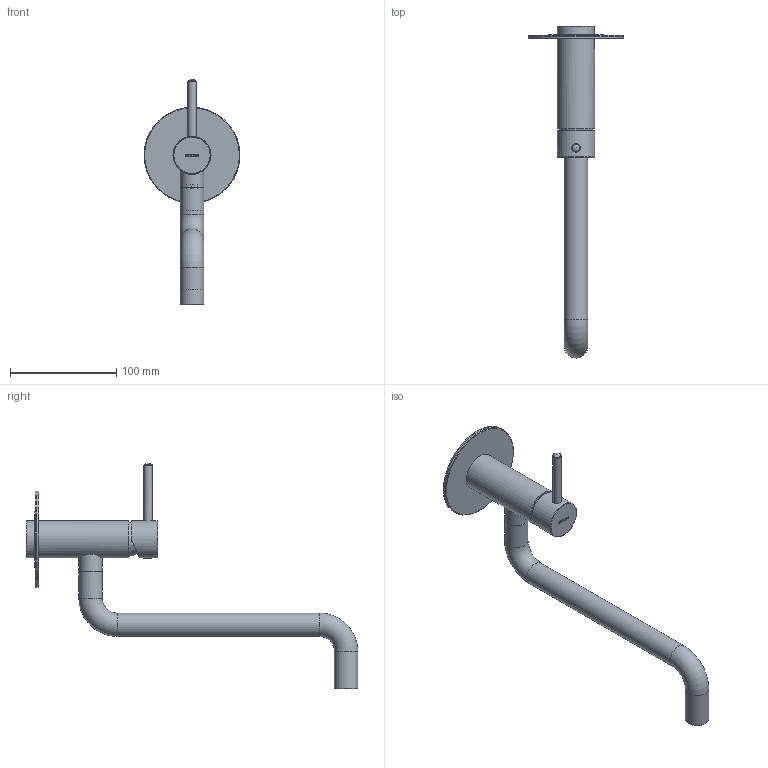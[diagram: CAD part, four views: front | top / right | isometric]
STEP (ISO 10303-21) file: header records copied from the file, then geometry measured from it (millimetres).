
FILE_DESCRIPTION(/* description */ (''),/* implementation_level */ '2;1');
FILE_NAME(/* name */ 'ec960049-2505-48b9-94ff-682d54b0db21.stp',/* time_stamp */ '2020-06-29T10:59:05+00:00',/* author */ (''),/* organization */ (''),/* preprocessor_version */ 'ST-DEVELOPER v18.1',/* originating_system */ 'Autodesk Translation Framework v9.3.0.1241',/* authorisation */ '');
FILE_SCHEMA (('AUTOMOTIVE_DESIGN { 1 0 10303 214 3 1 1 }'));
Length unit declared in the file: millimetre
Products named in the file (1): !Y1256
Bounding box: 90 x 311.5 x 211.6 mm (x, y, z)
Volume: 114942.2 mm3; surface area: 118465.6 mm2
Topology: 30 solids, 30 shells, 670 faces, 1658 edges, 1102 vertices
Faces by surface type: plane 300, cylinder 184, bspline 94, cone 48, torus 42, sphere 2
Full cylindrical faces by diameter (mm): 3 x2, 3.2 x2, 3.3 x1, 4 x2, 4.2 x5, 4.8 x2, 5 x4, 5.3 x1, 5.5 x4, 7.5 x8, 7.8 x1, 8 x5, 9 x2, 9.8 x10, 10 x2, 11.6 x2, 12 x3, 13 x2, 14 x1, 15 x1, 16 x6, 16.2 x2, 17 x2, 17.5 x2, 18 x4, 18.5 x2, 18.75 x1, 19 x1, 19.2 x1, 19.4 x1
Entity records: 30379 total; most frequent: CARTESIAN_POINT 14884, ORIENTED_EDGE 3304, DIRECTION 3031, EDGE_CURVE 1652, AXIS2_PLACEMENT_3D 1153, VERTEX_POINT 1102, EDGE_LOOP 777, LINE 725
